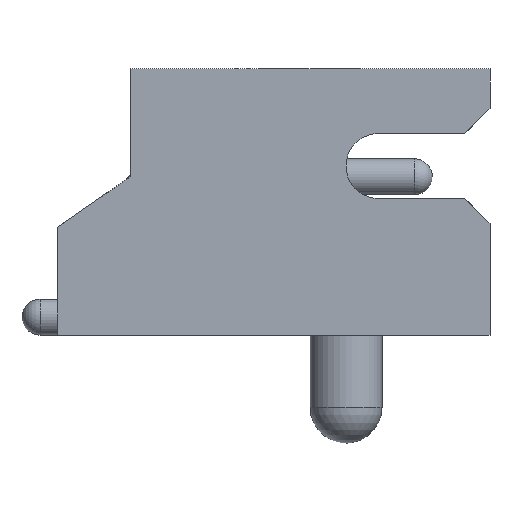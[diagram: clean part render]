
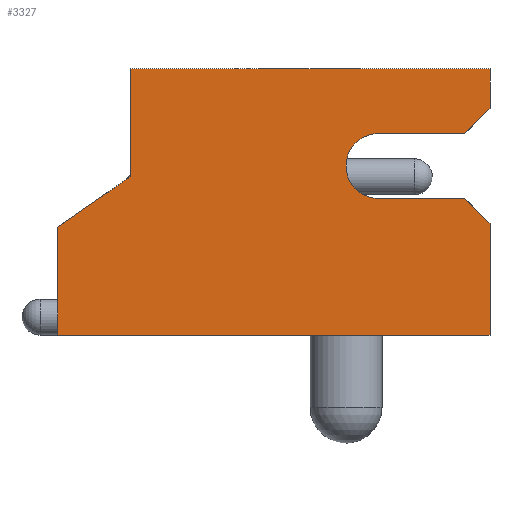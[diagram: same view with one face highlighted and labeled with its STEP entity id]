
A CAD part, front view. The second image highlights one B-rep face of the part: STEP entity #3327.
In plain terms, the highlighted planar face has unit normal (0, -1, 0).
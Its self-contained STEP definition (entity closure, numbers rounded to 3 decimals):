
#58=PLANE('',#3677);
#289=FACE_OUTER_BOUND('',#474,.T.);
#474=EDGE_LOOP('',(#2599,#2600,#2601,#2602,#2603,#2604,#2605,#2606,#2607,
#2608,#2609,#2610));
#649=LINE('',#5491,#963);
#660=LINE('',#5528,#974);
#670=LINE('',#5548,#984);
#680=LINE('',#5569,#994);
#683=LINE('',#5575,#997);
#691=LINE('',#5593,#1005);
#692=LINE('',#5594,#1006);
#693=LINE('',#5596,#1007);
#694=LINE('',#5598,#1008);
#695=LINE('',#5600,#1009);
#696=LINE('',#5601,#1010);
#963=VECTOR('',#4301,10.);
#974=VECTOR('',#4334,10.);
#984=VECTOR('',#4350,10.);
#994=VECTOR('',#4364,10.);
#997=VECTOR('',#4369,10.);
#1005=VECTOR('',#4389,10.);
#1006=VECTOR('',#4390,10.);
#1007=VECTOR('',#4391,10.);
#1008=VECTOR('',#4392,10.);
#1009=VECTOR('',#4393,10.);
#1010=VECTOR('',#4394,10.);
#1354=CIRCLE('',#3674,0.45);
#1507=VERTEX_POINT('',#5488);
#1508=VERTEX_POINT('',#5490);
#1522=VERTEX_POINT('',#5525);
#1523=VERTEX_POINT('',#5527);
#1530=VERTEX_POINT('',#5547);
#1538=VERTEX_POINT('',#5566);
#1539=VERTEX_POINT('',#5568);
#1541=VERTEX_POINT('',#5574);
#1545=VERTEX_POINT('',#5592);
#1546=VERTEX_POINT('',#5595);
#1547=VERTEX_POINT('',#5597);
#1548=VERTEX_POINT('',#5599);
#1889=EDGE_CURVE('',#1508,#1507,#649,.T.);
#1906=EDGE_CURVE('',#1523,#1522,#660,.T.);
#1916=EDGE_CURVE('',#1530,#1523,#670,.T.);
#1926=EDGE_CURVE('',#1539,#1538,#680,.T.);
#1929=EDGE_CURVE('',#1541,#1539,#683,.T.);
#1932=EDGE_CURVE('',#1522,#1541,#1354,.T.);
#1939=EDGE_CURVE('',#1545,#1538,#691,.T.);
#1940=EDGE_CURVE('',#1508,#1545,#692,.T.);
#1941=EDGE_CURVE('',#1507,#1546,#693,.T.);
#1942=EDGE_CURVE('',#1546,#1547,#694,.T.);
#1943=EDGE_CURVE('',#1547,#1548,#695,.T.);
#1944=EDGE_CURVE('',#1530,#1548,#696,.T.);
#2599=ORIENTED_EDGE('',*,*,#1916,.T.);
#2600=ORIENTED_EDGE('',*,*,#1906,.T.);
#2601=ORIENTED_EDGE('',*,*,#1932,.T.);
#2602=ORIENTED_EDGE('',*,*,#1929,.T.);
#2603=ORIENTED_EDGE('',*,*,#1926,.T.);
#2604=ORIENTED_EDGE('',*,*,#1939,.F.);
#2605=ORIENTED_EDGE('',*,*,#1940,.F.);
#2606=ORIENTED_EDGE('',*,*,#1889,.T.);
#2607=ORIENTED_EDGE('',*,*,#1941,.T.);
#2608=ORIENTED_EDGE('',*,*,#1942,.T.);
#2609=ORIENTED_EDGE('',*,*,#1943,.T.);
#2610=ORIENTED_EDGE('',*,*,#1944,.F.);
#3327=ADVANCED_FACE('',(#289),#58,.T.);
#3674=AXIS2_PLACEMENT_3D('',#5579,#4375,#4376);
#3677=AXIS2_PLACEMENT_3D('',#5591,#4387,#4388);
#4301=DIRECTION('',(0.,0.,-1.));
#4334=DIRECTION('',(-1.,0.,0.));
#4350=DIRECTION('',(-0.707,0.,0.707));
#4364=DIRECTION('',(0.707,0.,0.707));
#4369=DIRECTION('',(1.,0.,0.));
#4375=DIRECTION('center_axis',(0.,1.,0.));
#4376=DIRECTION('ref_axis',(0.,0.,1.));
#4387=DIRECTION('center_axis',(0.,-1.,0.));
#4388=DIRECTION('ref_axis',(0.,0.,-1.));
#4389=DIRECTION('',(0.,0.,-1.));
#4390=DIRECTION('',(1.,0.,0.));
#4391=DIRECTION('',(-0.819,0.,-0.573));
#4392=DIRECTION('',(0.,0.,-1.));
#4393=DIRECTION('',(1.,0.,0.));
#4394=DIRECTION('',(0.,0.,-1.));
#5488=CARTESIAN_POINT('',(-3.,-0.6,2.2));
#5490=CARTESIAN_POINT('',(-3.,-0.6,3.7));
#5491=CARTESIAN_POINT('',(-3.,-0.6,3.7));
#5525=CARTESIAN_POINT('',(0.45,-0.6,1.9));
#5527=CARTESIAN_POINT('',(1.65,-0.6,1.9));
#5528=CARTESIAN_POINT('',(-0.675,-0.6,1.9));
#5547=CARTESIAN_POINT('',(2.,-0.6,1.55));
#5548=CARTESIAN_POINT('',(0.213,-0.6,3.338));
#5566=CARTESIAN_POINT('',(2.,-0.6,3.15));
#5568=CARTESIAN_POINT('',(1.65,-0.6,2.8));
#5569=CARTESIAN_POINT('',(0.713,-0.6,1.863));
#5574=CARTESIAN_POINT('',(0.45,-0.6,2.8));
#5575=CARTESIAN_POINT('',(-1.275,-0.6,2.8));
#5579=CARTESIAN_POINT('Origin',(0.45,-0.6,2.35));
#5591=CARTESIAN_POINT('Origin',(-3.,-0.6,3.7));
#5592=CARTESIAN_POINT('',(2.,-0.6,3.7));
#5593=CARTESIAN_POINT('',(2.,-0.6,3.7));
#5594=CARTESIAN_POINT('',(-3.,-0.6,3.7));
#5595=CARTESIAN_POINT('',(-4.,-0.6,1.5));
#5596=CARTESIAN_POINT('',(-3.,-0.6,2.2));
#5597=CARTESIAN_POINT('',(-4.,-0.6,0.));
#5598=CARTESIAN_POINT('',(-4.,-0.6,1.5));
#5599=CARTESIAN_POINT('',(2.,-0.6,0.));
#5600=CARTESIAN_POINT('',(-3.,-0.6,0.));
#5601=CARTESIAN_POINT('',(2.,-0.6,3.7));
